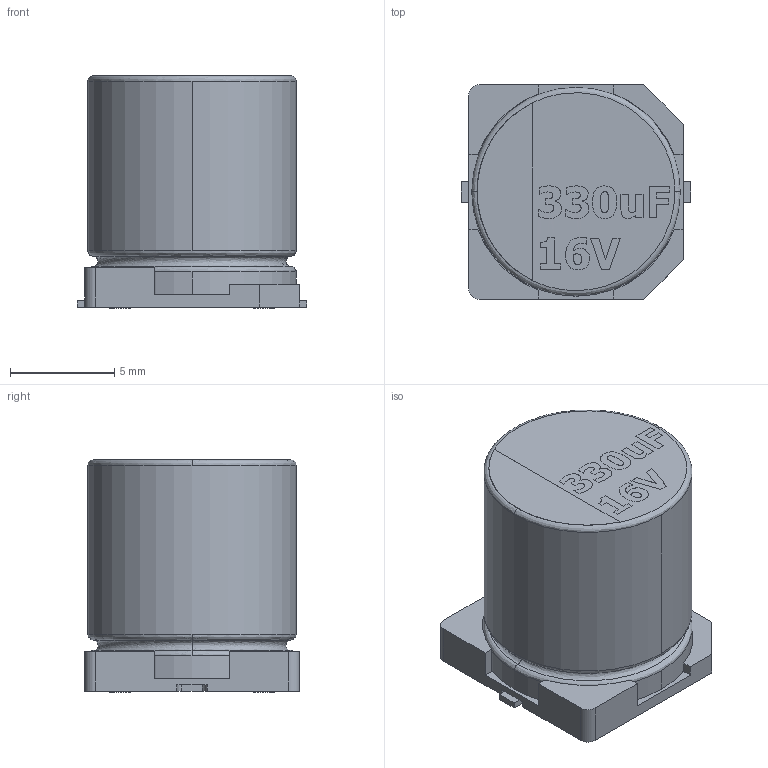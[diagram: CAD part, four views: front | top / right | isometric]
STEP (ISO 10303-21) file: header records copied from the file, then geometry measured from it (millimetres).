
FILE_DESCRIPTION (( 'STEP AP214' ), '1' );
FILE_NAME ('User Library-SMD Polymer Aluminum Electrolytic Capacitors F12 330uF 16V.STEP', '2017-01-30T10:20:18', ( 'Windows User' ), ( '' ), 'SwSTEP 2.0', 'SolidWorks 2017', '' );
FILE_SCHEMA (( 'AUTOMOTIVE_DESIGN' ));
Length unit declared in the file: millimetre
Products named in the file (1): User Library-SMD Polymer Aluminum Electrolytic Capacitors F12 330uF 16V
Bounding box: 11 x 10.3 x 11.15 mm (x, y, z)
Volume: 895.3 mm3; surface area: 628.6 mm2
Topology: 1 solids, 1 shells, 223 faces, 575 edges, 369 vertices
Faces by surface type: plane 112, bspline 86, cylinder 25
Entity records: 9705 total; most frequent: CARTESIAN_POINT 2308, ORIENTED_EDGE 1150, DIRECTION 770, EDGE_CURVE 575, VERTEX_POINT 369, VECTOR 340, LINE 340, EDGE_LOOP 238
